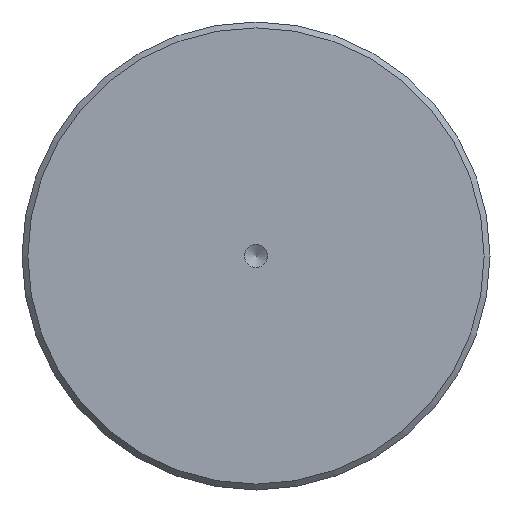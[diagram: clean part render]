
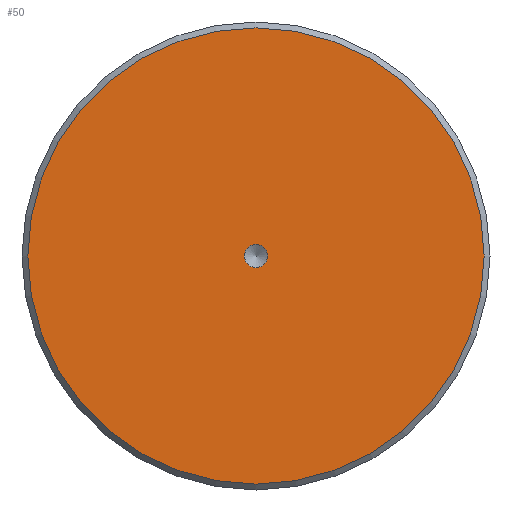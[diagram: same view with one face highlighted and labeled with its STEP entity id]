
A CAD part, front view. The second image highlights one B-rep face of the part: STEP entity #50.
In plain terms, the highlighted planar face has unit normal (0, -1, 0).
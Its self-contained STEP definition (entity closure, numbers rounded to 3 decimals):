
#50 = ADVANCED_FACE( '', ( #109, #110 ), #111, .F. );
#109 = FACE_BOUND( '', #180, .T. );
#110 = FACE_OUTER_BOUND( '', #181, .T. );
#111 = PLANE( '', #182 );
#180 = EDGE_LOOP( '', ( #255 ) );
#181 = EDGE_LOOP( '', ( #256 ) );
#182 = AXIS2_PLACEMENT_3D( '', #257, #258, #259 );
#255 = ORIENTED_EDGE( '', *, *, #321, .F. );
#256 = ORIENTED_EDGE( '', *, *, #335, .T. );
#257 = CARTESIAN_POINT( '', ( 19.5, 0., 0. ) );
#258 = DIRECTION( '', ( 0., 1., 0. ) );
#259 = DIRECTION( '', ( 0., 0., 1. ) );
#321 = EDGE_CURVE( '', #354, #354, #355, .T. );
#335 = EDGE_CURVE( '', #375, #375, #376, .T. );
#354 = VERTEX_POINT( '', #400 );
#355 = CIRCLE( '', #401, 0.999 );
#375 = VERTEX_POINT( '', #421 );
#376 = CIRCLE( '', #422, 19.5 );
#400 = CARTESIAN_POINT( '', ( 0., 0., -0.999 ) );
#401 = AXIS2_PLACEMENT_3D( '', #445, #446, #447 );
#421 = CARTESIAN_POINT( '', ( 0., 0., -19.5 ) );
#422 = AXIS2_PLACEMENT_3D( '', #469, #470, #471 );
#445 = CARTESIAN_POINT( '', ( 0., 0., 0. ) );
#446 = DIRECTION( '', ( 0., -1., 0. ) );
#447 = DIRECTION( '', ( 0., 0., -1. ) );
#469 = CARTESIAN_POINT( '', ( 0., 0., 0. ) );
#470 = DIRECTION( '', ( 0., -1., 0. ) );
#471 = DIRECTION( '', ( 0., 0., -1. ) );
